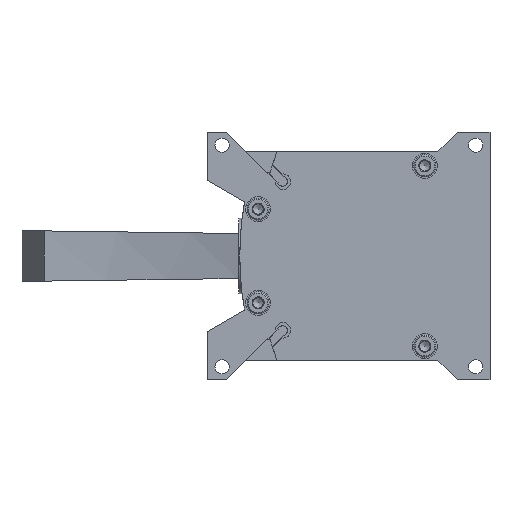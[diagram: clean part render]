
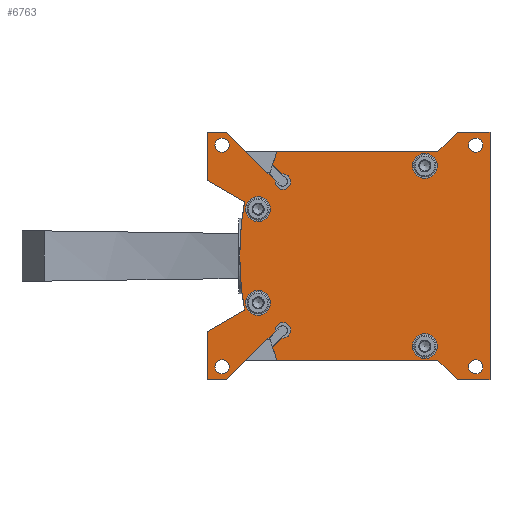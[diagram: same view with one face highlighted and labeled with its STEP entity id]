
A CAD part, front view. The second image highlights one B-rep face of the part: STEP entity #6763.
In plain terms, the highlighted planar face has unit normal (0, -1, 0).
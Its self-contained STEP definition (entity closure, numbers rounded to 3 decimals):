
#79=PLANE('',#7295);
#390=LINE('',#10261,#962);
#393=LINE('',#10267,#965);
#396=LINE('',#10273,#968);
#399=LINE('',#10279,#971);
#403=LINE('',#10291,#975);
#407=LINE('',#10303,#979);
#410=LINE('',#10309,#982);
#413=LINE('',#10315,#985);
#439=LINE('',#10389,#1011);
#442=LINE('',#10395,#1014);
#445=LINE('',#10401,#1017);
#448=LINE('',#10407,#1020);
#452=LINE('',#10419,#1024);
#456=LINE('',#10431,#1028);
#459=LINE('',#10437,#1031);
#462=LINE('',#10443,#1034);
#465=LINE('',#10449,#1037);
#962=VECTOR('',#8062,1000.);
#965=VECTOR('',#8067,1000.);
#968=VECTOR('',#8072,1000.);
#971=VECTOR('',#8077,1000.);
#975=VECTOR('',#8089,1000.);
#979=VECTOR('',#8101,1000.);
#982=VECTOR('',#8106,1000.);
#985=VECTOR('',#8111,1000.);
#1011=VECTOR('',#8161,1000.);
#1014=VECTOR('',#8166,1000.);
#1017=VECTOR('',#8171,1000.);
#1020=VECTOR('',#8176,1000.);
#1024=VECTOR('',#8188,1000.);
#1028=VECTOR('',#8200,1000.);
#1031=VECTOR('',#8205,1000.);
#1034=VECTOR('',#8210,1000.);
#1037=VECTOR('',#8215,1000.);
#1528=CIRCLE('',#7183,120.);
#1557=CIRCLE('',#7239,120.);
#1559=CIRCLE('',#7246,3.);
#1561=CIRCLE('',#7250,113.);
#1574=CIRCLE('',#7271,113.);
#1576=CIRCLE('',#7275,3.);
#1579=CIRCLE('',#7283,2.75);
#1581=CIRCLE('',#7286,2.75);
#1583=CIRCLE('',#7289,2.75);
#1585=CIRCLE('',#7292,2.75);
#1587=CIRCLE('',#7296,4.75);
#1588=CIRCLE('',#7297,4.75);
#1589=CIRCLE('',#7298,4.75);
#1590=CIRCLE('',#7299,4.75);
#2058=ORIENTED_EDGE('',*,*,#3961,.F.);
#2059=ORIENTED_EDGE('',*,*,#3962,.F.);
#2060=ORIENTED_EDGE('',*,*,#3963,.F.);
#2061=ORIENTED_EDGE('',*,*,#3964,.F.);
#2062=ORIENTED_EDGE('',*,*,#3853,.F.);
#2063=ORIENTED_EDGE('',*,*,#3792,.F.);
#2064=ORIENTED_EDGE('',*,*,#3950,.F.);
#2065=ORIENTED_EDGE('',*,*,#3947,.F.);
#2066=ORIENTED_EDGE('',*,*,#3944,.F.);
#2067=ORIENTED_EDGE('',*,*,#3941,.F.);
#2068=ORIENTED_EDGE('',*,*,#3938,.T.);
#2069=ORIENTED_EDGE('',*,*,#3935,.F.);
#2070=ORIENTED_EDGE('',*,*,#3932,.F.);
#2071=ORIENTED_EDGE('',*,*,#3929,.F.);
#2072=ORIENTED_EDGE('',*,*,#3926,.F.);
#2073=ORIENTED_EDGE('',*,*,#3923,.F.);
#2074=ORIENTED_EDGE('',*,*,#3920,.F.);
#2075=ORIENTED_EDGE('',*,*,#3883,.F.);
#2076=ORIENTED_EDGE('',*,*,#3880,.F.);
#2077=ORIENTED_EDGE('',*,*,#3877,.F.);
#2078=ORIENTED_EDGE('',*,*,#3874,.F.);
#2079=ORIENTED_EDGE('',*,*,#3871,.F.);
#2080=ORIENTED_EDGE('',*,*,#3868,.T.);
#2081=ORIENTED_EDGE('',*,*,#3865,.F.);
#2082=ORIENTED_EDGE('',*,*,#3862,.F.);
#2083=ORIENTED_EDGE('',*,*,#3859,.F.);
#2084=ORIENTED_EDGE('',*,*,#3856,.F.);
#2085=ORIENTED_EDGE('',*,*,#3959,.T.);
#2086=ORIENTED_EDGE('',*,*,#3957,.T.);
#2087=ORIENTED_EDGE('',*,*,#3955,.T.);
#2088=ORIENTED_EDGE('',*,*,#3953,.T.);
#3792=EDGE_CURVE('',#4768,#4766,#1528,.T.);
#3853=EDGE_CURVE('',#4766,#4804,#1557,.T.);
#3856=EDGE_CURVE('',#4804,#4806,#390,.T.);
#3859=EDGE_CURVE('',#4806,#4808,#393,.T.);
#3862=EDGE_CURVE('',#4808,#4810,#396,.T.);
#3865=EDGE_CURVE('',#4810,#4812,#399,.T.);
#3868=EDGE_CURVE('',#4814,#4812,#1559,.T.);
#3871=EDGE_CURVE('',#4814,#4816,#403,.T.);
#3874=EDGE_CURVE('',#4816,#4818,#1561,.T.);
#3877=EDGE_CURVE('',#4818,#4820,#407,.T.);
#3880=EDGE_CURVE('',#4820,#4822,#410,.T.);
#3883=EDGE_CURVE('',#4822,#4824,#413,.T.);
#3920=EDGE_CURVE('',#4824,#4860,#439,.T.);
#3923=EDGE_CURVE('',#4860,#4862,#442,.T.);
#3926=EDGE_CURVE('',#4862,#4864,#445,.T.);
#3929=EDGE_CURVE('',#4864,#4866,#448,.T.);
#3932=EDGE_CURVE('',#4866,#4868,#1574,.T.);
#3935=EDGE_CURVE('',#4868,#4870,#452,.T.);
#3938=EDGE_CURVE('',#4872,#4870,#1576,.T.);
#3941=EDGE_CURVE('',#4872,#4874,#456,.T.);
#3944=EDGE_CURVE('',#4874,#4876,#459,.T.);
#3947=EDGE_CURVE('',#4876,#4878,#462,.T.);
#3950=EDGE_CURVE('',#4878,#4768,#465,.T.);
#3953=EDGE_CURVE('',#4881,#4881,#1579,.T.);
#3955=EDGE_CURVE('',#4883,#4883,#1581,.T.);
#3957=EDGE_CURVE('',#4885,#4885,#1583,.T.);
#3959=EDGE_CURVE('',#4887,#4887,#1585,.T.);
#3961=EDGE_CURVE('',#4889,#4889,#1587,.T.);
#3962=EDGE_CURVE('',#4890,#4890,#1588,.T.);
#3963=EDGE_CURVE('',#4891,#4891,#1589,.T.);
#3964=EDGE_CURVE('',#4892,#4892,#1590,.T.);
#4766=VERTEX_POINT('',#10023);
#4768=VERTEX_POINT('',#10027);
#4804=VERTEX_POINT('',#10256);
#4806=VERTEX_POINT('',#10262);
#4808=VERTEX_POINT('',#10268);
#4810=VERTEX_POINT('',#10274);
#4812=VERTEX_POINT('',#10280);
#4814=VERTEX_POINT('',#10286);
#4816=VERTEX_POINT('',#10292);
#4818=VERTEX_POINT('',#10298);
#4820=VERTEX_POINT('',#10304);
#4822=VERTEX_POINT('',#10310);
#4824=VERTEX_POINT('',#10316);
#4860=VERTEX_POINT('',#10390);
#4862=VERTEX_POINT('',#10396);
#4864=VERTEX_POINT('',#10402);
#4866=VERTEX_POINT('',#10408);
#4868=VERTEX_POINT('',#10414);
#4870=VERTEX_POINT('',#10420);
#4872=VERTEX_POINT('',#10426);
#4874=VERTEX_POINT('',#10432);
#4876=VERTEX_POINT('',#10438);
#4878=VERTEX_POINT('',#10444);
#4881=VERTEX_POINT('',#10455);
#4883=VERTEX_POINT('',#10460);
#4885=VERTEX_POINT('',#10465);
#4887=VERTEX_POINT('',#10470);
#4889=VERTEX_POINT('',#10476);
#4890=VERTEX_POINT('',#10478);
#4891=VERTEX_POINT('',#10480);
#4892=VERTEX_POINT('',#10482);
#5577=EDGE_LOOP('',(#2058));
#5578=EDGE_LOOP('',(#2059));
#5579=EDGE_LOOP('',(#2060));
#5580=EDGE_LOOP('',(#2061));
#5581=EDGE_LOOP('',(#2062,#2063,#2064,#2065,#2066,#2067,#2068,#2069,#2070,
#2071,#2072,#2073,#2074,#2075,#2076,#2077,#2078,#2079,#2080,#2081,#2082,
#2083,#2084));
#5582=EDGE_LOOP('',(#2085));
#5583=EDGE_LOOP('',(#2086));
#5584=EDGE_LOOP('',(#2087));
#5585=EDGE_LOOP('',(#2088));
#6129=FACE_BOUND('',#5577,.T.);
#6130=FACE_BOUND('',#5578,.T.);
#6131=FACE_BOUND('',#5579,.T.);
#6132=FACE_BOUND('',#5580,.T.);
#6133=FACE_BOUND('',#5581,.T.);
#6134=FACE_BOUND('',#5582,.T.);
#6135=FACE_BOUND('',#5583,.T.);
#6136=FACE_BOUND('',#5584,.T.);
#6137=FACE_BOUND('',#5585,.T.);
#6763=ADVANCED_FACE('',(#6129,#6130,#6131,#6132,#6133,#6134,#6135,#6136,
#6137),#79,.F.);
#7183=AXIS2_PLACEMENT_3D('',#10028,#7938,#7939);
#7239=AXIS2_PLACEMENT_3D('',#10255,#8055,#8056);
#7246=AXIS2_PLACEMENT_3D('',#10285,#8082,#8083);
#7250=AXIS2_PLACEMENT_3D('',#10297,#8094,#8095);
#7271=AXIS2_PLACEMENT_3D('',#10413,#8181,#8182);
#7275=AXIS2_PLACEMENT_3D('',#10425,#8193,#8194);
#7283=AXIS2_PLACEMENT_3D('',#10454,#8221,#8222);
#7286=AXIS2_PLACEMENT_3D('',#10459,#8227,#8228);
#7289=AXIS2_PLACEMENT_3D('',#10464,#8233,#8234);
#7292=AXIS2_PLACEMENT_3D('',#10469,#8239,#8240);
#7295=AXIS2_PLACEMENT_3D('',#10474,#8245,#8246);
#7296=AXIS2_PLACEMENT_3D('',#10475,#8247,#8248);
#7297=AXIS2_PLACEMENT_3D('',#10477,#8249,#8250);
#7298=AXIS2_PLACEMENT_3D('',#10479,#8251,#8252);
#7299=AXIS2_PLACEMENT_3D('',#10481,#8253,#8254);
#7938=DIRECTION('',(0.,1.,0.));
#7939=DIRECTION('',(1.,0.,0.));
#8055=DIRECTION('',(0.,1.,0.));
#8056=DIRECTION('',(1.,0.,0.));
#8062=DIRECTION('',(-0.866,0.,0.5));
#8067=DIRECTION('',(0.,0.,1.));
#8072=DIRECTION('',(1.,0.,0.));
#8077=DIRECTION('',(0.707,0.,-0.707));
#8082=DIRECTION('',(0.,1.,0.));
#8083=DIRECTION('',(1.,0.,0.));
#8089=DIRECTION('',(-0.707,0.,0.707));
#8094=DIRECTION('',(0.,1.,0.));
#8095=DIRECTION('',(1.,0.,0.));
#8101=DIRECTION('',(1.,0.,0.));
#8106=DIRECTION('',(0.707,0.,0.707));
#8111=DIRECTION('',(1.,0.,0.));
#8161=DIRECTION('',(0.,0.,-1.));
#8166=DIRECTION('',(-1.,0.,0.));
#8171=DIRECTION('',(-0.707,0.,0.707));
#8176=DIRECTION('',(-1.,0.,0.));
#8181=DIRECTION('',(0.,1.,0.));
#8182=DIRECTION('',(1.,0.,0.));
#8188=DIRECTION('',(0.707,0.,0.707));
#8193=DIRECTION('',(0.,1.,0.));
#8194=DIRECTION('',(1.,0.,0.));
#8200=DIRECTION('',(-0.707,0.,-0.707));
#8205=DIRECTION('',(-1.,0.,0.));
#8210=DIRECTION('',(0.,0.,1.));
#8215=DIRECTION('',(0.866,0.,0.5));
#8221=DIRECTION('',(0.,1.,0.));
#8222=DIRECTION('',(1.,0.,0.));
#8227=DIRECTION('',(0.,1.,0.));
#8228=DIRECTION('',(1.,0.,0.));
#8233=DIRECTION('',(0.,1.,0.));
#8234=DIRECTION('',(1.,0.,0.));
#8239=DIRECTION('',(0.,1.,0.));
#8240=DIRECTION('',(1.,0.,0.));
#8245=DIRECTION('',(0.,1.,0.));
#8246=DIRECTION('',(0.,0.,1.));
#8247=DIRECTION('',(0.,-1.,0.));
#8248=DIRECTION('',(0.,0.,-1.));
#8249=DIRECTION('',(0.,-1.,0.));
#8250=DIRECTION('',(0.,0.,-1.));
#8251=DIRECTION('',(0.,-1.,0.));
#8252=DIRECTION('',(0.,0.,-1.));
#8253=DIRECTION('',(0.,-1.,0.));
#8254=DIRECTION('',(0.,0.,-1.));
#10023=CARTESIAN_POINT('',(-45.,0.,0.));
#10027=CARTESIAN_POINT('',(-43.192,0.,-20.75));
#10028=CARTESIAN_POINT('',(75.,0.,0.));
#10255=CARTESIAN_POINT('',(75.,0.,0.));
#10256=CARTESIAN_POINT('',(-43.192,0.,20.75));
#10261=CARTESIAN_POINT('',(-43.192,0.,20.75));
#10262=CARTESIAN_POINT('',(-57.5,0.,29.011));
#10267=CARTESIAN_POINT('',(-57.5,0.,29.011));
#10268=CARTESIAN_POINT('',(-57.5,0.,47.5));
#10273=CARTESIAN_POINT('',(-57.5,0.,47.5));
#10274=CARTESIAN_POINT('',(-50.116,0.,47.5));
#10279=CARTESIAN_POINT('',(-50.116,0.,47.5));
#10280=CARTESIAN_POINT('',(-31.478,0.,28.862));
#10285=CARTESIAN_POINT('',(-28.5,0.,28.5));
#10286=CARTESIAN_POINT('',(-28.862,0.,31.478));
#10291=CARTESIAN_POINT('',(-28.862,0.,31.478));
#10292=CARTESIAN_POINT('',(-32.428,0.,35.045));
#10297=CARTESIAN_POINT('',(75.,0.,0.));
#10298=CARTESIAN_POINT('',(-30.683,0.,40.));
#10303=CARTESIAN_POINT('',(-30.683,0.,40.));
#10304=CARTESIAN_POINT('',(31.,0.,40.));
#10309=CARTESIAN_POINT('',(31.,0.,40.));
#10310=CARTESIAN_POINT('',(38.5,0.,47.5));
#10315=CARTESIAN_POINT('',(38.5,0.,47.5));
#10316=CARTESIAN_POINT('',(51.,0.,47.5));
#10389=CARTESIAN_POINT('',(51.,0.,47.5));
#10390=CARTESIAN_POINT('',(51.,0.,-47.5));
#10395=CARTESIAN_POINT('',(51.,0.,-47.5));
#10396=CARTESIAN_POINT('',(38.5,0.,-47.5));
#10401=CARTESIAN_POINT('',(38.5,0.,-47.5));
#10402=CARTESIAN_POINT('',(31.,0.,-40.));
#10407=CARTESIAN_POINT('',(31.,0.,-40.));
#10408=CARTESIAN_POINT('',(-30.683,0.,-40.));
#10413=CARTESIAN_POINT('',(75.,0.,0.));
#10414=CARTESIAN_POINT('',(-32.428,0.,-35.045));
#10419=CARTESIAN_POINT('',(-32.428,0.,-35.045));
#10420=CARTESIAN_POINT('',(-28.862,0.,-31.478));
#10425=CARTESIAN_POINT('',(-28.5,0.,-28.5));
#10426=CARTESIAN_POINT('',(-31.478,0.,-28.862));
#10431=CARTESIAN_POINT('',(-31.478,0.,-28.862));
#10432=CARTESIAN_POINT('',(-50.116,0.,-47.5));
#10437=CARTESIAN_POINT('',(-50.116,0.,-47.5));
#10438=CARTESIAN_POINT('',(-57.5,0.,-47.5));
#10443=CARTESIAN_POINT('',(-57.5,0.,-47.5));
#10444=CARTESIAN_POINT('',(-57.5,0.,-29.011));
#10449=CARTESIAN_POINT('',(-57.5,0.,-29.011));
#10454=CARTESIAN_POINT('',(45.5,0.,-42.5));
#10455=CARTESIAN_POINT('',(48.25,0.,-42.5));
#10459=CARTESIAN_POINT('',(45.5,0.,42.5));
#10460=CARTESIAN_POINT('',(48.25,0.,42.5));
#10464=CARTESIAN_POINT('',(-51.8,0.,-42.5));
#10465=CARTESIAN_POINT('',(-49.05,0.,-42.5));
#10469=CARTESIAN_POINT('',(-51.8,0.,42.5));
#10470=CARTESIAN_POINT('',(-49.05,0.,42.5));
#10474=CARTESIAN_POINT('',(-28.5,0.,28.5));
#10475=CARTESIAN_POINT('',(-38.,0.,18.));
#10476=CARTESIAN_POINT('',(-38.,0.,13.25));
#10477=CARTESIAN_POINT('',(-38.,0.,-18.));
#10478=CARTESIAN_POINT('',(-38.,0.,-22.75));
#10479=CARTESIAN_POINT('',(26.,0.,34.6));
#10480=CARTESIAN_POINT('',(26.,0.,29.85));
#10481=CARTESIAN_POINT('',(26.,0.,-34.6));
#10482=CARTESIAN_POINT('',(26.,0.,-39.35));
